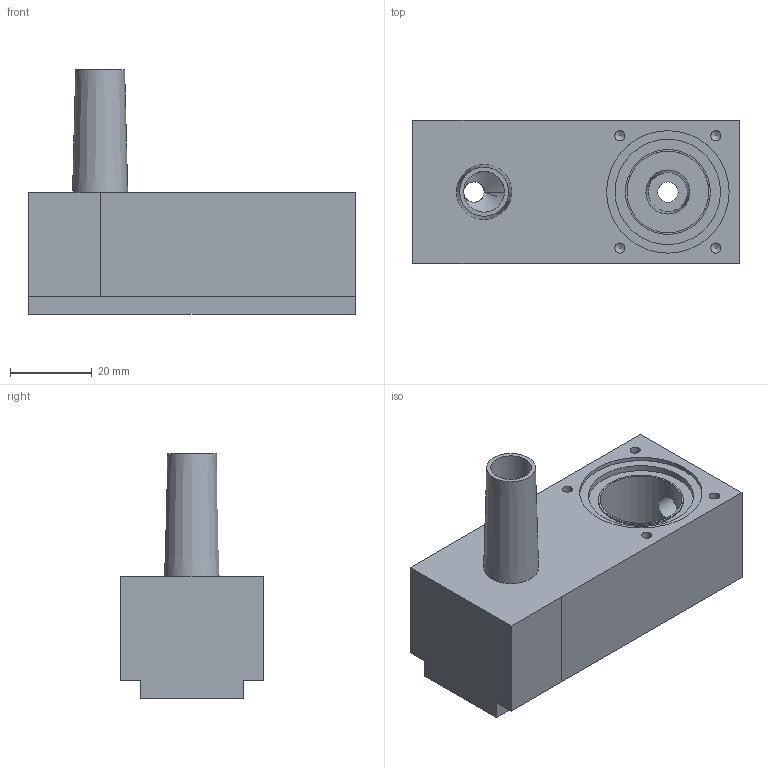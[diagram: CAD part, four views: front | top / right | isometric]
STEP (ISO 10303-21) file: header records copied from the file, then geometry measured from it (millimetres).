
FILE_DESCRIPTION(('FreeCAD Model'),'2;1');
FILE_NAME('Open CASCADE Shape Model','2025-02-15T14:20:30',('Author'),( ''),'Open CASCADE STEP processor 7.8','FreeCAD','Unknown');
FILE_SCHEMA(('AUTOMOTIVE_DESIGN { 1 0 10303 214 1 1 1 1 }'));
Length unit declared in the file: millimetre
Products named in the file (1): Bottle Holder
Bounding box: 80 x 35 x 60 mm (x, y, z)
Volume: 70290.1 mm3; surface area: 18870.7 mm2
Topology: 1 solids, 1 shells, 52 faces, 128 edges, 80 vertices
Faces by surface type: plane 20, cylinder 20, cone 12
Full cylindrical faces by diameter (mm): 2.5 x4, 4 x4, 5 x2, 6.4 x1, 6.8 x1, 7 x1, 15 x1, 20 x1, 20.8 x1, 25.8 x1, 30 x1
Entity records: 2294 total; most frequent: CARTESIAN_POINT 1051, DIRECTION 251, ORIENTED_EDGE 236, EDGE_CURVE 118, AXIS2_PLACEMENT_3D 93, VERTEX_POINT 80, FACE_BOUND 76, EDGE_LOOP 76
